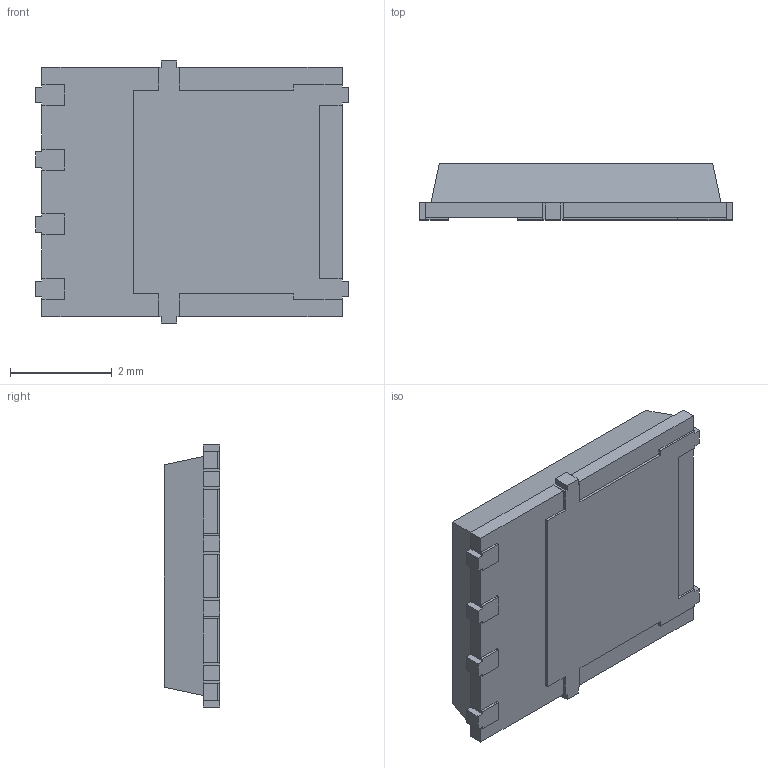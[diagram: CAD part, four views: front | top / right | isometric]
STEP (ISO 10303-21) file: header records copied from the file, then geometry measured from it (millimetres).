
FILE_DESCRIPTION (( 'STEP AP214' ), '1' );
FILE_NAME ('507BA.STEP', '2024-04-21T01:45:18', ( 'LENOVO' ), ( '' ), 'SwSTEP 2.0', 'SolidWorks 2021', '' );
FILE_SCHEMA (( 'AUTOMOTIVE_DESIGN' ));
Length unit declared in the file: millimetre
Products named in the file (2): 507BA_507BA; 507BA
Assembly tree (1 placements, depth 2):
  507BA
    507BA_507BA
Bounding box: 6.15 x 1.1 x 5.15 mm (x, y, z)
Volume: 28.4 mm3; surface area: 124 mm2
Topology: 7 solids, 7 shells, 147 faces, 380 edges, 248 vertices
Faces by surface type: plane 143, cylinder 4
Entity records: 4494 total; most frequent: CARTESIAN_POINT 779, ORIENTED_EDGE 760, DIRECTION 690, EDGE_CURVE 380, VECTOR 372, LINE 372, VERTEX_POINT 248, AXIS2_PLACEMENT_3D 159
